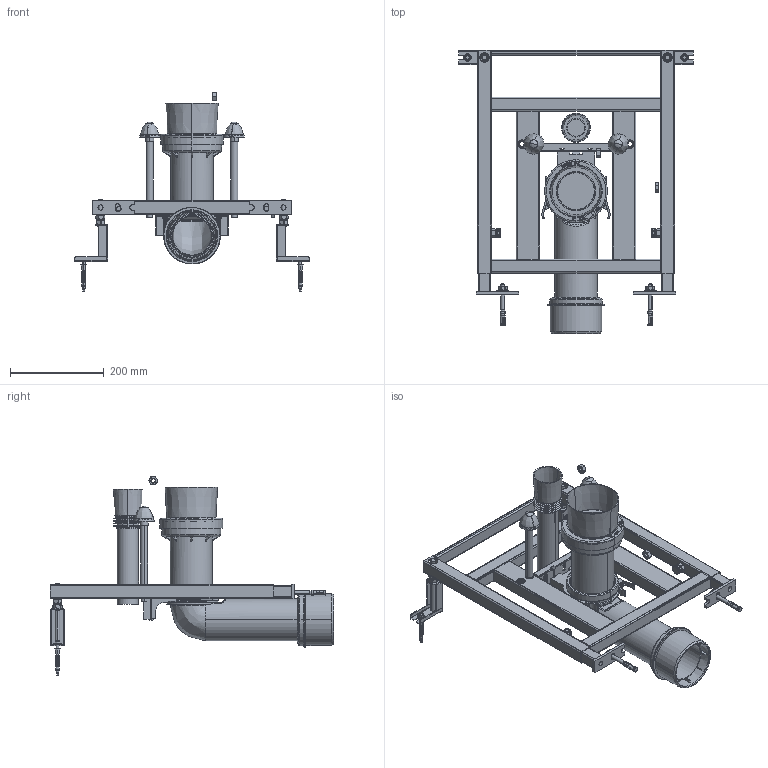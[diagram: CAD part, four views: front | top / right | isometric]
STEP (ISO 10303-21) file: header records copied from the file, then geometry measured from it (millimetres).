
FILE_DESCRIPTION (( 'STEP AP214' ), '1' );
FILE_NAME ('FL5053_STEP_V10521.STEP', '2021-05-04T09:26:41', ( '' ), ( '' ), 'SwSTEP 2.0', 'SolidWorks 2019', '' );
FILE_SCHEMA (( 'AUTOMOTIVE_DESIGN' ));
Length unit declared in the file: millimetre
Products named in the file (44): yeni_braket_PATLAK.STEP; temiz_su_giris_ass.STEP; F2-0018_ayak_25x25x2.SLDPRT.STEP; kirli_su_cikis_ass.STEP; F2-0018 AYAK PROFIL.STEP; GR-S105 TEM_Z SU ARA BORUSU_Varsayilan.STEP; CEL_K DUBEL_govde.STEP; GR_045_temiz_su_boru_tapasi_Varsayilan.STEP; 90_l_k_d_rek _conta_laspar.STEP; GR_218_01.STEP; GR_056_2_M8_tugla_bosluk_dubel_Varsayilan.STEP; GR_052_saplama_burcu_Varsayilan.STEP; saplama_alt_duvara_2113_M12X80.STEP; GR-S105 ADAPTOR CONTA_Varsayilan.STEP; yeni braket_2mm_Varsayilan.STEP; Pul_3mm.STEP; CEL_K DUBEL_pim.STEP; GR_055_saplama_vida_kapak_Varsayilan.STEP; GR_056-1_6.3x70_yaprak_tirtitli_trfon_vidasi_None.STEP; F2-0018 SASE_2113_500MM_Makinelenmis Olarak_.STEP; GR_005_kelepce_govde_Varsayilan.STEP; GR0017_SAPLAMA_ICIN_KILIF_HORTUM_Varsayilan.STEP; GR_044_90_lik_dirsek_tapasi-1_Varsayilan.STEP; m10_pul.STEP; GR0250 M8 PUL.STEP; M10x100_alt_kose_civata_Varsayilan.STEP; GRX_350mm_saplama_310mm.STEP; GR_181_somun_M10_beyaz_GR0181.STEP; GR0004_KELEPCE_CEMBERI_rev.1.STEP; GR0484_YERE DUVARA_DUBEL VIDA MONTAJ SETI_TEK.STEP; GR_054_duz_pul_M12_Varsayilan.STEP; M8_somun.STEP; GR_007_90_mm_adaptor-1_Varsayilan.STEP; GRX_per_in_yeni_tip.STEP; GR_016_somun_M12_beyaz.STEP; GR_047_duz_kada_Varsayilan.STEP; F2-0018.STEP; GR_029_90_lik_dirsek-1_Varsayilan.STEP; GR_048_kada_contasi_HERSAN_Varsayilan.STEP; FL5053_STEP_V10521 ...
Assembly tree (68 placements, depth 4):
  FL5053_STEP_V10521
    F2-0018.STEP
      F2-0018_ayak_25x25x2.SLDPRT.STEP
        F2-0018 AYAK PROFIL.STEP
        GR_218_01.STEP
      F2-0018_ayak_25x25x2.SLDPRT.STEP
        F2-0018 AYAK PROFIL.STEP
        GR_218_01.STEP
      yeni_braket_PATLAK.STEP
        yeni braket_2mm_Varsayilan.STEP
        M10x100_alt_kose_civata_Varsayilan.STEP
        m10_pul.STEP
        GR_181_somun_M10_beyaz_GR0181.STEP  x2
      yeni_braket_PATLAK.STEP
        yeni braket_2mm_Varsayilan.STEP
        M10x100_alt_kose_civata_Varsayilan.STEP
        m10_pul.STEP
        GR_181_somun_M10_beyaz_GR0181.STEP  x2
      saplama_alt_duvara_2113_M12X80.STEP
        GRX_350mm_saplama_310mm.STEP  x2
        GR_052_saplama_burcu_Varsayilan.STEP  x2
        GR0017_SAPLAMA_ICIN_KILIF_HORTUM_Varsayilan.STEP  x2
        GR_055_saplama_vida_kapak_Varsayilan.STEP  x2
        GR_016_somun_M12_beyaz.STEP  x2
        GR_054_duz_pul_M12_Varsayilan.STEP  x2
      kirli_su_cikis_ass.STEP
        GR_005_kelepce_govde_Varsayilan.STEP
        GR_029_90_lik_dirsek-1_Varsayilan.STEP
        GR_007_90_mm_adaptor-1_Varsayilan.STEP
        GR0004_KELEPCE_CEMBERI_rev.1.STEP
        GR_047_duz_kada_Varsayilan.STEP
        GR_044_90_lik_dirsek_tapasi-1_Varsayilan.STEP
        90_l_k_d_rek _conta_laspar.STEP  x2
        GR_048_kada_contasi_HERSAN_Varsayilan.STEP
      temiz_su_giris_ass.STEP
        GR-S105 TEM_Z SU ARA BORUSU_Varsayilan.STEP
        GR-S105 ADAPTOR CONTA_Varsayilan.STEP
        GR_045_temiz_su_boru_tapasi_Varsayilan.STEP
      CEL_K DUBEL.STEP
        CEL_K DUBEL_govde.STEP  x2
        CEL_K DUBEL_pim.STEP  x2
        M8_somun.STEP  x2
        Pul_3mm.STEP  x2
      GR0484_YERE DUVARA_DUBEL VIDA MONTAJ SETI_TEK.STEP
        GR_056_2_M8_tugla_bosluk_dubel_Varsayilan.STEP
        GR_056-1_6.3x70_yaprak_tirtitli_trfon_vidasi_None.STEP
        GR0250 M8 PUL.STEP
      GR0484_YERE DUVARA_DUBEL VIDA MONTAJ SETI_TEK.STEP
        GR_056_2_M8_tugla_bosluk_dubel_Varsayilan.STEP
        GR_056-1_6.3x70_yaprak_tirtitli_trfon_vidasi_None.STEP
        GR0250 M8 PUL.STEP
      F2-0018 SASE_2113_500MM_Makinelenmis Olarak_.STEP
      GRX_per_in_yeni_tip.STEP  x4
Bounding box: 500 x 603 x 422.93 mm (x, y, z)
Volume: 2032633.1 mm3; surface area: 1620786.8 mm2
Topology: 80 solids, 80 shells, 4902 faces, 12699 edges, 8093 vertices
Faces by surface type: plane 2487, cylinder 1435, cone 625, bspline 355
Entity records: 108275 total; most frequent: CARTESIAN_POINT 39476, ORIENTED_EDGE 14250, DIRECTION 13714, EDGE_CURVE 7125, AXIS2_PLACEMENT_3D 4847, VERTEX_POINT 4576, LINE 4020, VECTOR 4020
